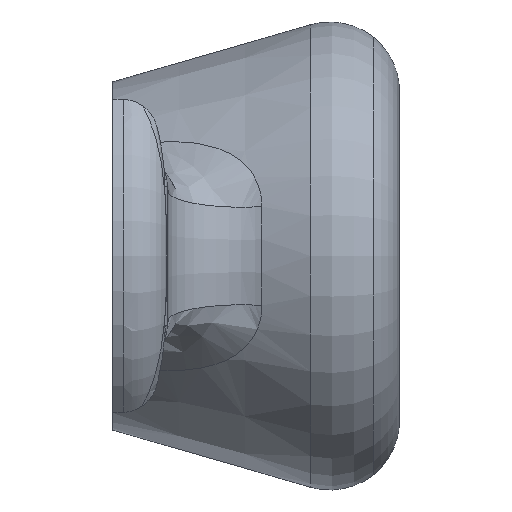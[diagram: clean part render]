
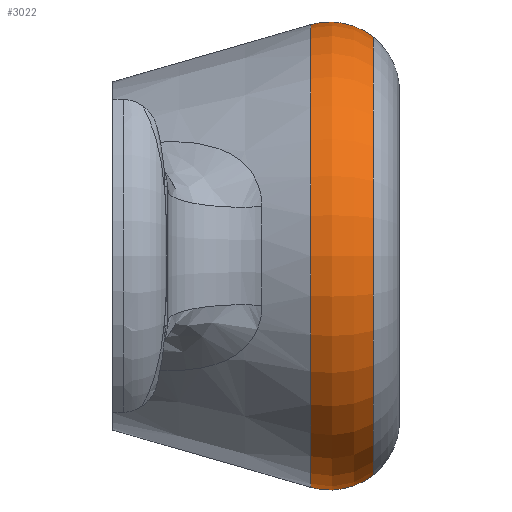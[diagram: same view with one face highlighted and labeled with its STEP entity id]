
A CAD part, left-side view. The second image highlights one B-rep face of the part: STEP entity #3022.
In plain terms, the highlighted toroidal (fillet/blend) face has major radius 5.997 mm and minor radius 2.54 mm.
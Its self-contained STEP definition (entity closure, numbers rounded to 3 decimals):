
#345=CARTESIAN_POINT('',(-0.002,-7.928,
-5.997));
#346=DIRECTION('',(1.,0.,0.));
#347=DIRECTION('',(0.,-0.621,-0.784));
#348=AXIS2_PLACEMENT_3D('',#345,#346,#347);
#355=CARTESIAN_POINT('',(0.002,-7.928,5.997));
#356=DIRECTION('',(-1.,0.,0.));
#357=DIRECTION('',(0.,-0.621,0.784));
#358=AXIS2_PLACEMENT_3D('',#355,#356,#357);
#1007=CARTESIAN_POINT('',(0.,-7.223,0.));
#1008=DIRECTION('',(0.,-1.,0.));
#1009=DIRECTION('',(0.,0.,1.));
#1010=AXIS2_PLACEMENT_3D('',#1007,#1008,#1009);
#1012=CARTESIAN_POINT('',(0.,-9.506,0.));
#1013=DIRECTION('',(0.,1.,0.));
#1014=DIRECTION('',(0.,0.,-1.));
#1015=AXIS2_PLACEMENT_3D('',#1012,#1013,#1014);
#1234=CARTESIAN_POINT('',(-0.003,-9.506,
-7.987));
#1235=VERTEX_POINT('',#1234);
#1236=CARTESIAN_POINT('',(0.003,-9.506,
7.987));
#1237=VERTEX_POINT('',#1236);
#1238=CARTESIAN_POINT('',(0.003,-7.223,
8.437));
#1239=VERTEX_POINT('',#1238);
#1240=CARTESIAN_POINT('',(-0.003,-7.223,
-8.437));
#1241=VERTEX_POINT('',#1240);
#3010=CARTESIAN_POINT('',(0.,-7.928,0.));
#3011=DIRECTION('',(0.,1.,0.));
#3012=DIRECTION('',(0.,0.,-1.));
#3013=AXIS2_PLACEMENT_3D('',#3010,#3011,#3012);
#3014=TOROIDAL_SURFACE('',#3013,5.997,2.54);
#3015=ORIENTED_EDGE('',*,*,#2147,.F.);
#3016=ORIENTED_EDGE('',*,*,#1950,.F.);
#3018=ORIENTED_EDGE('',*,*,#3017,.F.);
#3019=ORIENTED_EDGE('',*,*,#1946,.T.);
#3020=EDGE_LOOP('',(#3015,#3016,#3018,#3019));
#3021=FACE_OUTER_BOUND('',#3020,.F.);
#3022=ADVANCED_FACE('',(#3021),#3014,.T.);
#349=CIRCLE('',#348,2.54);
#359=CIRCLE('',#358,2.54);
#1011=CIRCLE('',#1010,8.437);
#1016=CIRCLE('',#1015,7.987);
#1946=EDGE_CURVE('',#1235,#1241,#349,.T.);
#1950=EDGE_CURVE('',#1237,#1239,#359,.T.);
#2147=EDGE_CURVE('',#1239,#1241,#1011,.T.);
#3017=EDGE_CURVE('',#1235,#1237,#1016,.T.);
